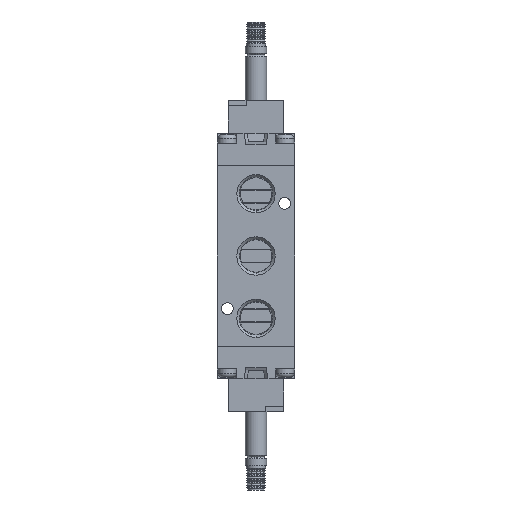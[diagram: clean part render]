
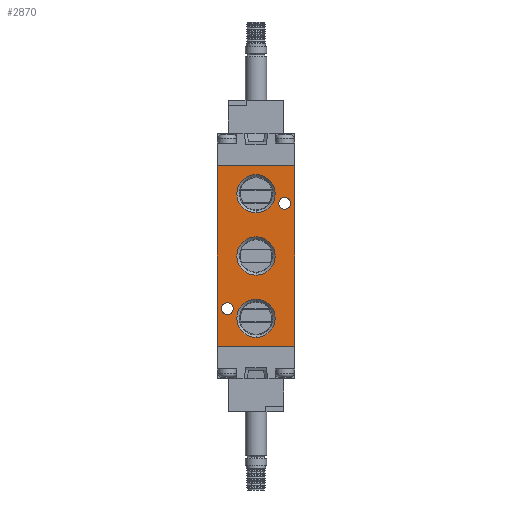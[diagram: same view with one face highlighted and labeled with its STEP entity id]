
A CAD part, front view. The second image highlights one B-rep face of the part: STEP entity #2870.
In plain terms, the highlighted planar face has unit normal (0, -1, 0).
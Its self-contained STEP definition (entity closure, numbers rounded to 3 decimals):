
#108 = EDGE_LOOP ( 'NONE', ( #899, #900 ) ) ;
#895 = ORIENTED_EDGE ( 'NONE', *, *, #11330, .T. ) ;
#896 = ORIENTED_EDGE ( 'NONE', *, *, #6306, .T. ) ;
#897 = ORIENTED_EDGE ( 'NONE', *, *, #11334, .T. ) ;
#898 = ORIENTED_EDGE ( 'NONE', *, *, #6305, .T. ) ;
#899 = ORIENTED_EDGE ( 'NONE', *, *, #11227, .T. ) ;
#900 = ORIENTED_EDGE ( 'NONE', *, *, #6304, .T. ) ;
#1485 = CIRCLE ( 'NONE', #10985, 8. ) ;
#1535 = LINE ( 'NONE', #9824, #1536 ) ;
#1536 = VECTOR ( 'NONE', #9825, 1000. ) ;
#1622 = CIRCLE ( 'NONE', #11029, 2.45 ) ;
#1628 = CIRCLE ( 'NONE', #11031, 8. ) ;
#1633 = CIRCLE ( 'NONE', #11033, 8. ) ;
#1636 = CIRCLE ( 'NONE', #11036, 2.45 ) ;
#1638 = CIRCLE ( 'NONE', #11037, 2.45 ) ;
#1644 = CIRCLE ( 'NONE', #11039, 2.45 ) ;
#1923 = LINE ( 'NONE', #5800, #1925 ) ;
#1925 = VECTOR ( 'NONE', #5801, 1000. ) ;
#1926 = LINE ( 'NONE', #5802, #1927 ) ;
#1927 = VECTOR ( 'NONE', #5803, 1000. ) ;
#1929 = CIRCLE ( 'NONE', #10837, 8. ) ;
#1930 = CIRCLE ( 'NONE', #10838, 8. ) ;
#1932 = CIRCLE ( 'NONE', #10839, 8. ) ;
#1934 = LINE ( 'NONE', #5815, #1935 ) ;
#1935 = VECTOR ( 'NONE', #5816, 1000. ) ;
#2483 = EDGE_LOOP ( 'NONE', ( #897, #898 ) ) ;
#2555 = EDGE_LOOP ( 'NONE', ( #895, #896 ) ) ;
#2870 = ADVANCED_FACE ( 'NONE', ( #10236, #10237, #10238, #10239, #10240, #10241 ), #7339, .F. ) ;
#4326 = VERTEX_POINT ( 'NONE', #7096 ) ;
#4335 = VERTEX_POINT ( 'NONE', #7105 ) ;
#5492 = EDGE_LOOP ( 'NONE', ( #7498, #7500 ) ) ;
#5507 = EDGE_LOOP ( 'NONE', ( #7624, #7550, #7499, #7559 ) ) ;
#5558 = EDGE_LOOP ( 'NONE', ( #7496, #7576 ) ) ;
#5800 = CARTESIAN_POINT ( 'NONE',  ( -16.25, -22.75, 37.75 ) ) ;
#5801 = DIRECTION ( 'NONE',  ( 1., 0., 0. ) ) ;
#5802 = CARTESIAN_POINT ( 'NONE',  ( -16.25, -22.75, -37.75 ) ) ;
#5803 = DIRECTION ( 'NONE',  ( 1., 0., 0. ) ) ;
#5804 = CARTESIAN_POINT ( 'NONE',  ( 0., -22.75, 26. ) ) ;
#5805 = DIRECTION ( 'NONE',  ( 0., 1., 0. ) ) ;
#5806 = DIRECTION ( 'NONE',  ( 0., 0., 1. ) ) ;
#5807 = CARTESIAN_POINT ( 'NONE',  ( 0., -22.75, 0. ) ) ;
#5808 = DIRECTION ( 'NONE',  ( 0., 1., 0. ) ) ;
#5809 = DIRECTION ( 'NONE',  ( 0., 0., 1. ) ) ;
#5810 = CARTESIAN_POINT ( 'NONE',  ( 0., -22.75, -26. ) ) ;
#5811 = DIRECTION ( 'NONE',  ( 0., 1., 0. ) ) ;
#5812 = DIRECTION ( 'NONE',  ( 0., 0., 1. ) ) ;
#5815 = CARTESIAN_POINT ( 'NONE',  ( -16.25, -22.75, 37.75 ) ) ;
#5816 = DIRECTION ( 'NONE',  ( 0., 0., -1. ) ) ;
#6302 = EDGE_CURVE ( 'NONE', #12772, #8947, #1923, .T. ) ;
#6303 = EDGE_CURVE ( 'NONE', #9189, #8948, #1926, .T. ) ;
#6304 = EDGE_CURVE ( 'NONE', #4335, #12737, #1929, .T. ) ;
#6305 = EDGE_CURVE ( 'NONE', #12758, #12787, #1930, .T. ) ;
#6306 = EDGE_CURVE ( 'NONE', #4326, #12798, #1932, .T. ) ;
#6308 = EDGE_CURVE ( 'NONE', #12772, #9189, #1934, .T. ) ;
#7096 = CARTESIAN_POINT ( 'NONE',  ( 0., -22.75, -18. ) ) ;
#7105 = CARTESIAN_POINT ( 'NONE',  ( 0., -22.75, 34. ) ) ;
#7338 = DIRECTION ( 'NONE',  ( 0., 1., 0. ) ) ;
#7339 = PLANE ( 'NONE',  #8140 ) ;
#7340 = CARTESIAN_POINT ( 'NONE',  ( -16.25, -22.75, 37.75 ) ) ;
#7353 = DIRECTION ( 'NONE',  ( 0., 0., 1. ) ) ;
#7496 = ORIENTED_EDGE ( 'NONE', *, *, #11325, .T. ) ;
#7498 = ORIENTED_EDGE ( 'NONE', *, *, #11337, .T. ) ;
#7499 = ORIENTED_EDGE ( 'NONE', *, *, #6302, .F. ) ;
#7500 = ORIENTED_EDGE ( 'NONE', *, *, #11339, .T. ) ;
#7550 = ORIENTED_EDGE ( 'NONE', *, *, #11259, .F. ) ;
#7559 = ORIENTED_EDGE ( 'NONE', *, *, #6308, .T. ) ;
#7576 = ORIENTED_EDGE ( 'NONE', *, *, #11343, .T. ) ;
#7624 = ORIENTED_EDGE ( 'NONE', *, *, #6303, .T. ) ;
#8140 = AXIS2_PLACEMENT_3D ( 'NONE', #7340, #7338, #7353 ) ;
#8947 = VERTEX_POINT ( 'NONE', #9313 ) ;
#8948 = VERTEX_POINT ( 'NONE', #9314 ) ;
#8951 = VERTEX_POINT ( 'NONE', #9317 ) ;
#8957 = VERTEX_POINT ( 'NONE', #9323 ) ;
#9040 = VERTEX_POINT ( 'NONE', #9367 ) ;
#9189 = VERTEX_POINT ( 'NONE', #9446 ) ;
#9313 = CARTESIAN_POINT ( 'NONE',  ( 16.25, -22.75, 37.75 ) ) ;
#9314 = CARTESIAN_POINT ( 'NONE',  ( 16.25, -22.75, -37.75 ) ) ;
#9317 = CARTESIAN_POINT ( 'NONE',  ( -12., -22.75, -24.45 ) ) ;
#9323 = CARTESIAN_POINT ( 'NONE',  ( 12., -22.75, 19.55 ) ) ;
#9367 = CARTESIAN_POINT ( 'NONE',  ( -12., -22.75, -19.55 ) ) ;
#9446 = CARTESIAN_POINT ( 'NONE',  ( -16.25, -22.75, -37.75 ) ) ;
#9746 = CARTESIAN_POINT ( 'NONE',  ( 0., -22.75, 26. ) ) ;
#9747 = DIRECTION ( 'NONE',  ( 0., 1., 0. ) ) ;
#9748 = DIRECTION ( 'NONE',  ( 0., 0., 1. ) ) ;
#9824 = CARTESIAN_POINT ( 'NONE',  ( 16.25, -22.75, 37.75 ) ) ;
#9825 = DIRECTION ( 'NONE',  ( 0., 0., -1. ) ) ;
#10236 = FACE_BOUND ( 'NONE', #2555, .T. ) ;
#10237 = FACE_BOUND ( 'NONE', #2483, .T. ) ;
#10238 = FACE_BOUND ( 'NONE', #108, .T. ) ;
#10239 = FACE_BOUND ( 'NONE', #5558, .T. ) ;
#10240 = FACE_BOUND ( 'NONE', #5492, .T. ) ;
#10241 = FACE_OUTER_BOUND ( 'NONE', #5507, .T. ) ;
#10837 = AXIS2_PLACEMENT_3D ( 'NONE', #5804, #5805, #5806 ) ;
#10838 = AXIS2_PLACEMENT_3D ( 'NONE', #5807, #5808, #5809 ) ;
#10839 = AXIS2_PLACEMENT_3D ( 'NONE', #5810, #5811, #5812 ) ;
#10985 = AXIS2_PLACEMENT_3D ( 'NONE', #9746, #9747, #9748 ) ;
#11029 = AXIS2_PLACEMENT_3D ( 'NONE', #12234, #12235, #12236 ) ;
#11031 = AXIS2_PLACEMENT_3D ( 'NONE', #12248, #12249, #12250 ) ;
#11033 = AXIS2_PLACEMENT_3D ( 'NONE', #12258, #12259, #12260 ) ;
#11036 = AXIS2_PLACEMENT_3D ( 'NONE', #12267, #12268, #12269 ) ;
#11037 = AXIS2_PLACEMENT_3D ( 'NONE', #12274, #12275, #12276 ) ;
#11039 = AXIS2_PLACEMENT_3D ( 'NONE', #12284, #12285, #12286 ) ;
#11227 = EDGE_CURVE ( 'NONE', #12737, #4335, #1485, .T. ) ;
#11259 = EDGE_CURVE ( 'NONE', #8947, #8948, #1535, .T. ) ;
#11325 = EDGE_CURVE ( 'NONE', #12774, #8957, #1622, .T. ) ;
#11330 = EDGE_CURVE ( 'NONE', #12798, #4326, #1628, .T. ) ;
#11334 = EDGE_CURVE ( 'NONE', #12787, #12758, #1633, .T. ) ;
#11337 = EDGE_CURVE ( 'NONE', #9040, #8951, #1636, .T. ) ;
#11339 = EDGE_CURVE ( 'NONE', #8951, #9040, #1638, .T. ) ;
#11343 = EDGE_CURVE ( 'NONE', #8957, #12774, #1644, .T. ) ;
#12234 = CARTESIAN_POINT ( 'NONE',  ( 12., -22.75, 22. ) ) ;
#12235 = DIRECTION ( 'NONE',  ( 0., 1., 0. ) ) ;
#12236 = DIRECTION ( 'NONE',  ( 0., 0., 1. ) ) ;
#12248 = CARTESIAN_POINT ( 'NONE',  ( 0., -22.75, -26. ) ) ;
#12249 = DIRECTION ( 'NONE',  ( 0., 1., 0. ) ) ;
#12250 = DIRECTION ( 'NONE',  ( 0., 0., 1. ) ) ;
#12258 = CARTESIAN_POINT ( 'NONE',  ( 0., -22.75, 0. ) ) ;
#12259 = DIRECTION ( 'NONE',  ( 0., 1., 0. ) ) ;
#12260 = DIRECTION ( 'NONE',  ( 0., 0., 1. ) ) ;
#12267 = CARTESIAN_POINT ( 'NONE',  ( -12., -22.75, -22. ) ) ;
#12268 = DIRECTION ( 'NONE',  ( 0., 1., 0. ) ) ;
#12269 = DIRECTION ( 'NONE',  ( 0., 0., 1. ) ) ;
#12274 = CARTESIAN_POINT ( 'NONE',  ( -12., -22.75, -22. ) ) ;
#12275 = DIRECTION ( 'NONE',  ( 0., 1., 0. ) ) ;
#12276 = DIRECTION ( 'NONE',  ( 0., 0., 1. ) ) ;
#12284 = CARTESIAN_POINT ( 'NONE',  ( 12., -22.75, 22. ) ) ;
#12285 = DIRECTION ( 'NONE',  ( 0., 1., 0. ) ) ;
#12286 = DIRECTION ( 'NONE',  ( 0., 0., 1. ) ) ;
#12446 = CARTESIAN_POINT ( 'NONE',  ( 0., -22.75, 18. ) ) ;
#12467 = CARTESIAN_POINT ( 'NONE',  ( 0., -22.75, 8. ) ) ;
#12481 = CARTESIAN_POINT ( 'NONE',  ( -16.25, -22.75, 37.75 ) ) ;
#12483 = CARTESIAN_POINT ( 'NONE',  ( 12., -22.75, 24.45 ) ) ;
#12496 = CARTESIAN_POINT ( 'NONE',  ( 0., -22.75, -8. ) ) ;
#12507 = CARTESIAN_POINT ( 'NONE',  ( 0., -22.75, -34. ) ) ;
#12737 = VERTEX_POINT ( 'NONE', #12446 ) ;
#12758 = VERTEX_POINT ( 'NONE', #12467 ) ;
#12772 = VERTEX_POINT ( 'NONE', #12481 ) ;
#12774 = VERTEX_POINT ( 'NONE', #12483 ) ;
#12787 = VERTEX_POINT ( 'NONE', #12496 ) ;
#12798 = VERTEX_POINT ( 'NONE', #12507 ) ;
